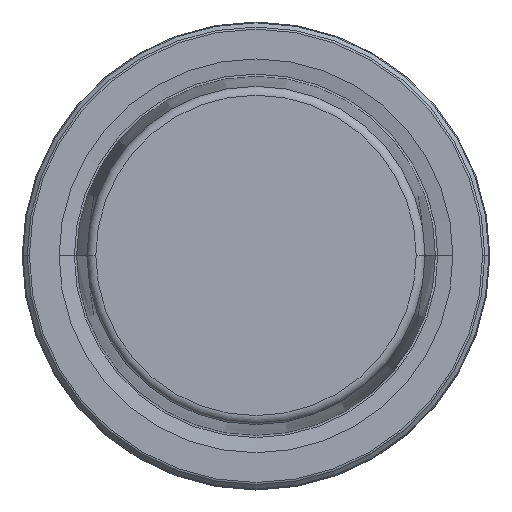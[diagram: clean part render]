
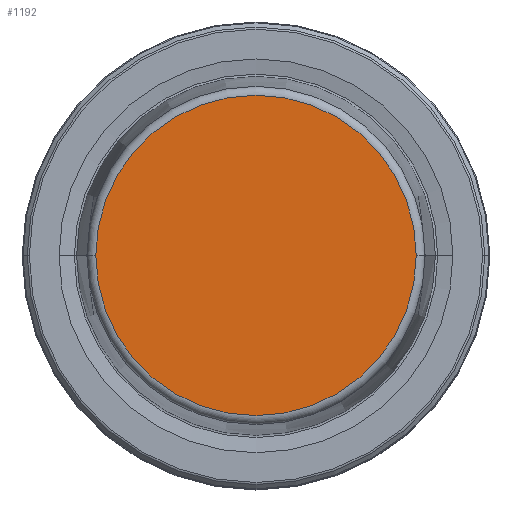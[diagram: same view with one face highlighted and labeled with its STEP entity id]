
A CAD part, top view. The second image highlights one B-rep face of the part: STEP entity #1192.
In plain terms, the highlighted planar face has unit normal (0, 0, 1).
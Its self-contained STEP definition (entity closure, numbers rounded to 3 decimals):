
#42 = ORIENTED_EDGE ( 'NONE', *, *, #1482, .T. ) ;
#93 = DIRECTION ( 'NONE',  ( 0., 0., 1. ) ) ;
#140 = VERTEX_POINT ( 'NONE', #656 ) ;
#173 = AXIS2_PLACEMENT_3D ( 'NONE', #513, #1120, #548 ) ;
#193 = CIRCLE ( 'NONE', #173, 21.581 ) ;
#211 = DIRECTION ( 'NONE',  ( -1., 0., 0. ) ) ;
#327 = CIRCLE ( 'NONE', #1381, 21.581 ) ;
#380 = CARTESIAN_POINT ( 'NONE',  ( -21.581, 0., 31.9 ) ) ;
#513 = CARTESIAN_POINT ( 'NONE',  ( 0., 0., 31.9 ) ) ;
#548 = DIRECTION ( 'NONE',  ( 1., 0., 0. ) ) ;
#656 = CARTESIAN_POINT ( 'NONE',  ( 21.581, 0., 31.9 ) ) ;
#810 = CARTESIAN_POINT ( 'NONE',  ( 0., 0., 31.9 ) ) ;
#822 = AXIS2_PLACEMENT_3D ( 'NONE', #1840, #1667, #211 ) ;
#881 = FACE_OUTER_BOUND ( 'NONE', #1459, .T. ) ;
#1120 = DIRECTION ( 'NONE',  ( 0., 0., 1. ) ) ;
#1192 = ADVANCED_FACE ( 'NONE', ( #881 ), #1807, .F. ) ;
#1273 = DIRECTION ( 'NONE',  ( 1., 0., 0. ) ) ;
#1276 = VERTEX_POINT ( 'NONE', #380 ) ;
#1381 = AXIS2_PLACEMENT_3D ( 'NONE', #810, #93, #1273 ) ;
#1459 = EDGE_LOOP ( 'NONE', ( #42, #1665 ) ) ;
#1482 = EDGE_CURVE ( 'NONE', #140, #1276, #327, .T. ) ;
#1596 = EDGE_CURVE ( 'NONE', #1276, #140, #193, .T. ) ;
#1665 = ORIENTED_EDGE ( 'NONE', *, *, #1596, .T. ) ;
#1667 = DIRECTION ( 'NONE',  ( 0., 0., -1. ) ) ;
#1807 = PLANE ( 'NONE',  #822 ) ;
#1840 = CARTESIAN_POINT ( 'NONE',  ( 0., 0., 31.9 ) ) ;
